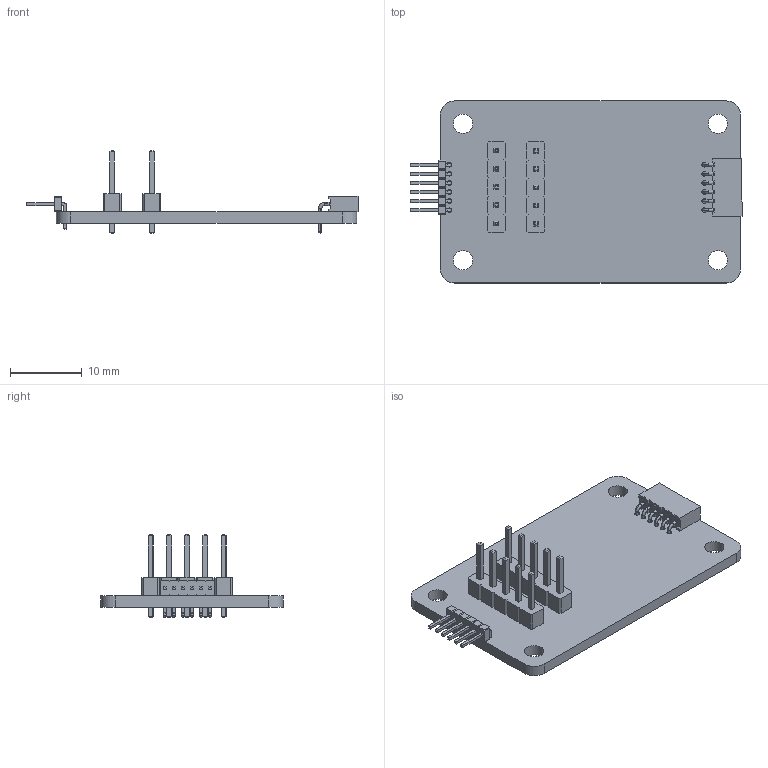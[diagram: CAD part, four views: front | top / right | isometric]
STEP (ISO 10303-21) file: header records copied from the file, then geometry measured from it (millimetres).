
FILE_DESCRIPTION(('FreeCAD Model'),'2;1');
FILE_NAME('Open CASCADE Shape Model','2021-11-17T11:11:43',('Author'),( ''),'Open CASCADE STEP processor 7.4','FreeCAD','Unknown');
FILE_SCHEMA(('AUTOMOTIVE_DESIGN { 1 0 10303 214 1 1 1 1 }'));
Length unit declared in the file: millimetre
Products named in the file (8): programmer_converter; Board_Geoms_b6f6; Pcb_b6f6; Step_Models_b6f6; Top_b6f6; J4_PinHeader_1x06_P127mm_Horizontal_6186764A; J3_PinHeader_1x05_P254mm_Vertical_61865A88; J1_pcb_connector_851-87-006-20-001101_6186592D
Assembly tree (8 placements, depth 4):
  programmer_converter
    Board_Geoms_b6f6
      Pcb_b6f6
    Step_Models_b6f6
      Top_b6f6
        J4_PinHeader_1x06_P127mm_Horizontal_6186764A
        J3_PinHeader_1x05_P254mm_Vertical_61865A88  x2
        J1_pcb_connector_851-87-006-20-001101_6186592D
Bounding box: 46.33 x 25.4 x 11.54 mm (x, y, z)
Volume: 1929.7 mm3; surface area: 3286.4 mm2
Topology: 5 solids, 5 shells, 718 faces, 1762 edges, 1080 vertices
Faces by surface type: plane 478, cylinder 108, cone 96, torus 24, sphere 12
Full cylindrical faces by diameter (mm): 0.65 x12, 1 x10, 2.7 x4
Entity records: 21305 total; most frequent: DIRECTION 3020, CARTESIAN_POINT 2941, ORIENTED_EDGE 2884, EDGE_CURVE 1442, LINE 1070, VECTOR 1070, AXIS2_PLACEMENT_3D 975, VERTEX_POINT 896
